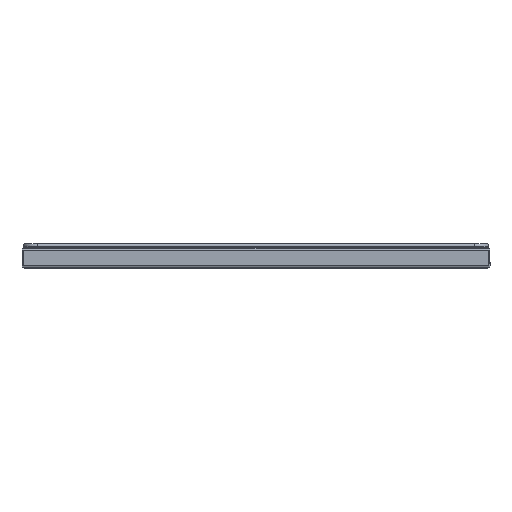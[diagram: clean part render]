
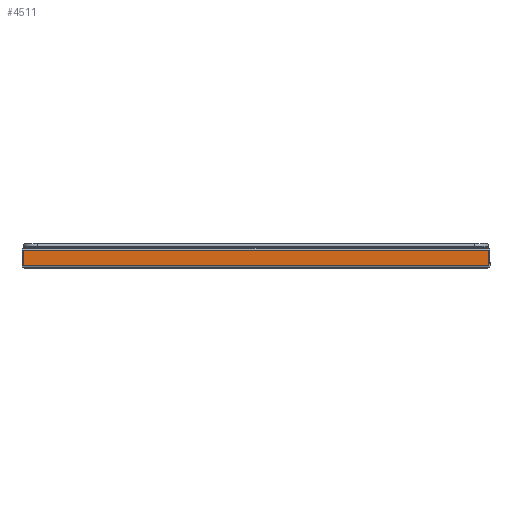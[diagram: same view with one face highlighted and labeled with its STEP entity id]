
A CAD part, left-side view. The second image highlights one B-rep face of the part: STEP entity #4511.
In plain terms, the highlighted planar face has unit normal (-1, 0, 0).
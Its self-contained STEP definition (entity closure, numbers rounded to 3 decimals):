
#59 = LINE ( 'NONE', #1710, #1607 ) ;
#143 = CARTESIAN_POINT ( 'NONE',  ( 0., 397.859, 14.5 ) ) ;
#169 = DIRECTION ( 'NONE',  ( 1., 0., 0. ) ) ;
#562 = PLANE ( 'NONE',  #2031 ) ;
#581 = VECTOR ( 'NONE', #3002, 1000. ) ;
#637 = EDGE_CURVE ( 'NONE', #4459, #1171, #2829, .T. ) ;
#866 = LINE ( 'NONE', #4080, #1982 ) ;
#1039 = ORIENTED_EDGE ( 'NONE', *, *, #3941, .F. ) ;
#1171 = VERTEX_POINT ( 'NONE', #143 ) ;
#1195 = VERTEX_POINT ( 'NONE', #4446 ) ;
#1607 = VECTOR ( 'NONE', #3731, 1000. ) ;
#1710 = CARTESIAN_POINT ( 'NONE',  ( 0., 1.141, 1. ) ) ;
#1716 = CARTESIAN_POINT ( 'NONE',  ( 0., 0., 0. ) ) ;
#1796 = CARTESIAN_POINT ( 'NONE',  ( 0., 1.707, 14.5 ) ) ;
#1931 = CARTESIAN_POINT ( 'NONE',  ( 0., 397.859, 1. ) ) ;
#1982 = VECTOR ( 'NONE', #2935, 1000. ) ;
#2031 = AXIS2_PLACEMENT_3D ( 'NONE', #1716, #169, #4530 ) ;
#2181 = CARTESIAN_POINT ( 'NONE',  ( 0., 1.141, 14.5 ) ) ;
#2317 = EDGE_CURVE ( 'NONE', #1195, #3851, #866, .T. ) ;
#2393 = ORIENTED_EDGE ( 'NONE', *, *, #637, .T. ) ;
#2531 = VECTOR ( 'NONE', #4317, 1000. ) ;
#2747 = ORIENTED_EDGE ( 'NONE', *, *, #2317, .F. ) ;
#2829 = LINE ( 'NONE', #1796, #581 ) ;
#2856 = ORIENTED_EDGE ( 'NONE', *, *, #4275, .T. ) ;
#2935 = DIRECTION ( 'NONE',  ( 0., 1., 0. ) ) ;
#3002 = DIRECTION ( 'NONE',  ( 0., 1., 0. ) ) ;
#3079 = CARTESIAN_POINT ( 'NONE',  ( 0., 397.859, 1. ) ) ;
#3731 = DIRECTION ( 'NONE',  ( 0., 0., 1. ) ) ;
#3772 = EDGE_LOOP ( 'NONE', ( #2393, #1039, #2747, #2856 ) ) ;
#3851 = VERTEX_POINT ( 'NONE', #3079 ) ;
#3941 = EDGE_CURVE ( 'NONE', #3851, #1171, #4288, .T. ) ;
#4080 = CARTESIAN_POINT ( 'NONE',  ( 0., 399., 1. ) ) ;
#4158 = FACE_OUTER_BOUND ( 'NONE', #3772, .T. ) ;
#4275 = EDGE_CURVE ( 'NONE', #1195, #4459, #59, .T. ) ;
#4288 = LINE ( 'NONE', #1931, #2531 ) ;
#4317 = DIRECTION ( 'NONE',  ( 0., 0., 1. ) ) ;
#4446 = CARTESIAN_POINT ( 'NONE',  ( 0., 1.141, 1. ) ) ;
#4459 = VERTEX_POINT ( 'NONE', #2181 ) ;
#4511 = ADVANCED_FACE ( 'NONE', ( #4158 ), #562, .F. ) ;
#4530 = DIRECTION ( 'NONE',  ( 0., 0., -1. ) ) ;
